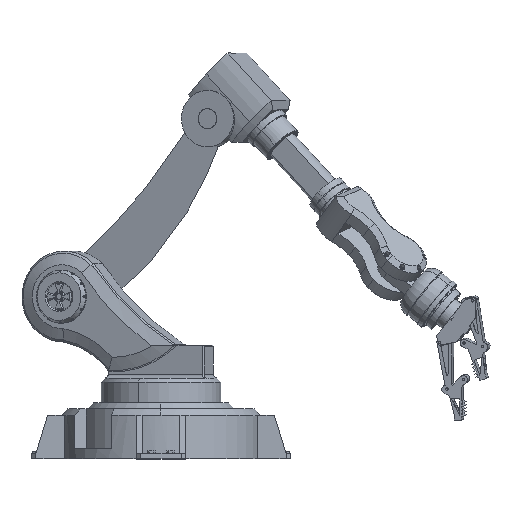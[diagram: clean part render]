
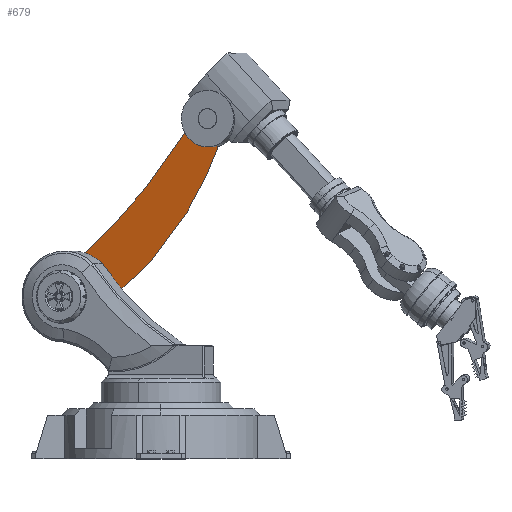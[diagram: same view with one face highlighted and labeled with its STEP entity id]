
A CAD part, top view. The second image highlights one B-rep face of the part: STEP entity #679.
In plain terms, the highlighted face is planar.
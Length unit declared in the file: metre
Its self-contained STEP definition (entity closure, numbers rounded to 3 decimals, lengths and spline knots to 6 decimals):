
#344 = ORIENTED_EDGE ( 'NONE', *, *, #6118, .F. ) ;
#351 = B_SPLINE_CURVE_WITH_KNOTS ( 'NONE', 3,
 ( #20202, #3844, #29597, #3528 ),
 .UNSPECIFIED., .F., .F.,
 ( 4, 4 ),
 ( 0.091013, 0.952231 ),
 .UNSPECIFIED. ) ;
#430 = DIRECTION ( 'NONE',  ( 0., 0., 1. ) ) ;
#679 = ADVANCED_FACE ( 'NONE', ( #3566, #22399, #1976 ), #18477, .T. ) ;
#920 = DIRECTION ( 'NONE',  ( 0., 0., -1. ) ) ;
#1064 = CARTESIAN_POINT ( 'NONE',  ( 0., 0., 0. ) ) ;
#1097 = CARTESIAN_POINT ( 'NONE',  ( -0.049058, 0., -0.029993 ) ) ;
#1666 = CARTESIAN_POINT ( 'NONE',  ( 0., 0., 0. ) ) ;
#1950 = EDGE_CURVE ( 'NONE', #9020, #12141, #11348, .T. ) ;
#1976 = FACE_BOUND ( 'NONE', #21619, .T. ) ;
#2643 = CARTESIAN_POINT ( 'NONE',  ( -0.35, 0., 0. ) ) ;
#2814 = CARTESIAN_POINT ( 'NONE',  ( -0.35, 0., 0. ) ) ;
#2897 = AXIS2_PLACEMENT_3D ( 'NONE', #1064, #17436, #920 ) ;
#2910 = CARTESIAN_POINT ( 'NONE',  ( -0.322537, 0., -0.021697 ) ) ;
#2929 = EDGE_CURVE ( 'NONE', #10780, #18684, #16849, .T. ) ;
#3528 = CARTESIAN_POINT ( 'NONE',  ( -0.333922, 0., 0.031088 ) ) ;
#3566 = FACE_OUTER_BOUND ( 'NONE', #13155, .T. ) ;
#3844 = CARTESIAN_POINT ( 'NONE',  ( -0.131745, 0., 0.071896 ) ) ;
#4086 = CIRCLE ( 'NONE', #8991, 0.035 ) ;
#4221 = AXIS2_PLACEMENT_3D ( 'NONE', #14471, #24344, #430 ) ;
#4719 = ORIENTED_EDGE ( 'NONE', *, *, #21460, .T. ) ;
#4916 = AXIS2_PLACEMENT_3D ( 'NONE', #2643, #14067, #16700 ) ;
#5280 = EDGE_CURVE ( 'NONE', #18684, #9020, #4086, .T. ) ;
#5514 = CARTESIAN_POINT ( 'NONE',  ( -0.231391, 0., -0.012004 ) ) ;
#5626 = CARTESIAN_POINT ( 'NONE',  ( 0., 0., 0. ) ) ;
#5831 = CARTESIAN_POINT ( 'NONE',  ( 0., 0., 0.015 ) ) ;
#6118 = EDGE_CURVE ( 'NONE', #14064, #12014, #6388, .T. ) ;
#6186 = DIRECTION ( 'NONE',  ( 0., 0., -1. ) ) ;
#6197 = AXIS2_PLACEMENT_3D ( 'NONE', #5626, #24152, #17222 ) ;
#6388 = CIRCLE ( 'NONE', #4916, 0.015 ) ;
#7471 = AXIS2_PLACEMENT_3D ( 'NONE', #2814, #10512, #19945 ) ;
#7629 = ORIENTED_EDGE ( 'NONE', *, *, #21637, .T. ) ;
#8171 = CARTESIAN_POINT ( 'NONE',  ( -0.35, 0., 0. ) ) ;
#8991 = AXIS2_PLACEMENT_3D ( 'NONE', #8171, #19462, #28707 ) ;
#9020 = VERTEX_POINT ( 'NONE', #11629 ) ;
#9482 = ORIENTED_EDGE ( 'NONE', *, *, #12680, .T. ) ;
#10161 = ORIENTED_EDGE ( 'NONE', *, *, #29475, .F. ) ;
#10512 = DIRECTION ( 'NONE',  ( 0., -1., 0. ) ) ;
#10551 = CARTESIAN_POINT ( 'NONE',  ( 0., 0., 0. ) ) ;
#10780 = VERTEX_POINT ( 'NONE', #25420 ) ;
#10784 = CIRCLE ( 'NONE', #2897, 0.015 ) ;
#11015 = ORIENTED_EDGE ( 'NONE', *, *, #5280, .T. ) ;
#11060 = DIRECTION ( 'NONE',  ( 0., 1., 0. ) ) ;
#11162 = ORIENTED_EDGE ( 'NONE', *, *, #2929, .T. ) ;
#11348 = CIRCLE ( 'NONE', #27630, 0.035 ) ;
#11368 = CARTESIAN_POINT ( 'NONE',  ( -0.031577, 0., 0.048054 ) ) ;
#11560 = EDGE_CURVE ( 'NONE', #12014, #14064, #21090, .T. ) ;
#11629 = CARTESIAN_POINT ( 'NONE',  ( -0.35, 0., -0.035 ) ) ;
#12014 = VERTEX_POINT ( 'NONE', #14313 ) ;
#12141 = VERTEX_POINT ( 'NONE', #27960 ) ;
#12162 = CARTESIAN_POINT ( 'NONE',  ( -0.049058, 0., -0.029993 ) ) ;
#12680 = EDGE_CURVE ( 'NONE', #14011, #24220, #19511, .T. ) ;
#12815 = DIRECTION ( 'NONE',  ( 0., 0., -1. ) ) ;
#13155 = EDGE_LOOP ( 'NONE', ( #11162, #11015, #29954, #4719, #15087, #27234, #10161, #7629 ) ) ;
#13171 = CARTESIAN_POINT ( 'NONE',  ( -0.35, 0., 0. ) ) ;
#13368 = VERTEX_POINT ( 'NONE', #20873 ) ;
#13893 = VERTEX_POINT ( 'NONE', #28825 ) ;
#13904 = EDGE_LOOP ( 'NONE', ( #344, #21321 ) ) ;
#14011 = VERTEX_POINT ( 'NONE', #5831 ) ;
#14064 = VERTEX_POINT ( 'NONE', #23816 ) ;
#14067 = DIRECTION ( 'NONE',  ( 0., -1., 0. ) ) ;
#14313 = CARTESIAN_POINT ( 'NONE',  ( -0.35, 0., -0.015 ) ) ;
#14471 = CARTESIAN_POINT ( 'NONE',  ( 0., 0., 0. ) ) ;
#15087 = ORIENTED_EDGE ( 'NONE', *, *, #21732, .F. ) ;
#15090 = CARTESIAN_POINT ( 'NONE',  ( -0.13938, 0., -0.014805 ) ) ;
#15218 = AXIS2_PLACEMENT_3D ( 'NONE', #17769, #25268, #12815 ) ;
#15557 = DIRECTION ( 'NONE',  ( 0., 0., 1. ) ) ;
#15625 = CARTESIAN_POINT ( 'NONE',  ( 0., 0., -0.015 ) ) ;
#15759 = CARTESIAN_POINT ( 'NONE',  ( -0.35, 0., 0. ) ) ;
#16700 = DIRECTION ( 'NONE',  ( 0., 0., -1. ) ) ;
#16849 = CIRCLE ( 'NONE', #7471, 0.035 ) ;
#16910 = B_SPLINE_CURVE_WITH_KNOTS ( 'NONE', 3,
 ( #2910, #5514, #15090, #12162 ),
 .UNSPECIFIED., .F., .F.,
 ( 4, 4 ),
 ( 0.07841, 0.858282 ),
 .UNSPECIFIED. ) ;
#17222 = DIRECTION ( 'NONE',  ( 0., 0., -1. ) ) ;
#17436 = DIRECTION ( 'NONE',  ( 0., 1., 0. ) ) ;
#17769 = CARTESIAN_POINT ( 'NONE',  ( -0.35, 0., 0. ) ) ;
#18256 = DIRECTION ( 'NONE',  ( 0., -1., 0. ) ) ;
#18477 = PLANE ( 'NONE',  #15218 ) ;
#18684 = VERTEX_POINT ( 'NONE', #30101 ) ;
#19123 = ORIENTED_EDGE ( 'NONE', *, *, #30332, .T. ) ;
#19462 = DIRECTION ( 'NONE',  ( 0., -1., 0. ) ) ;
#19511 = CIRCLE ( 'NONE', #6197, 0.015 ) ;
#19789 = AXIS2_PLACEMENT_3D ( 'NONE', #1666, #11060, #15557 ) ;
#19945 = DIRECTION ( 'NONE',  ( 0., 0., -1. ) ) ;
#20108 = CIRCLE ( 'NONE', #30439, 0.0575 ) ;
#20202 = CARTESIAN_POINT ( 'NONE',  ( -0.031577, 0., 0.048054 ) ) ;
#20211 = EDGE_CURVE ( 'NONE', #13893, #13368, #26896, .T. ) ;
#20784 = CIRCLE ( 'NONE', #19789, 0.0575 ) ;
#20873 = CARTESIAN_POINT ( 'NONE',  ( 0., 0., -0.0575 ) ) ;
#21090 = CIRCLE ( 'NONE', #29442, 0.015 ) ;
#21321 = ORIENTED_EDGE ( 'NONE', *, *, #11560, .F. ) ;
#21460 = EDGE_CURVE ( 'NONE', #12141, #28717, #16910, .T. ) ;
#21619 = EDGE_LOOP ( 'NONE', ( #9482, #19123 ) ) ;
#21637 = EDGE_CURVE ( 'NONE', #27680, #10780, #351, .T. ) ;
#21732 = EDGE_CURVE ( 'NONE', #13368, #28717, #20784, .T. ) ;
#22399 = FACE_BOUND ( 'NONE', #13904, .T. ) ;
#22603 = DIRECTION ( 'NONE',  ( 0., 0., -1. ) ) ;
#23816 = CARTESIAN_POINT ( 'NONE',  ( -0.35, 0., 0.015 ) ) ;
#24152 = DIRECTION ( 'NONE',  ( 0., 1., 0. ) ) ;
#24220 = VERTEX_POINT ( 'NONE', #15625 ) ;
#24344 = DIRECTION ( 'NONE',  ( 0., 1., 0. ) ) ;
#24455 = DIRECTION ( 'NONE',  ( 0., 1., 0. ) ) ;
#25268 = DIRECTION ( 'NONE',  ( 0., -1., 0. ) ) ;
#25420 = CARTESIAN_POINT ( 'NONE',  ( -0.333922, 0., 0.031088 ) ) ;
#26896 = CIRCLE ( 'NONE', #4221, 0.0575 ) ;
#27224 = DIRECTION ( 'NONE',  ( 0., 0., 1. ) ) ;
#27234 = ORIENTED_EDGE ( 'NONE', *, *, #20211, .F. ) ;
#27630 = AXIS2_PLACEMENT_3D ( 'NONE', #15759, #29497, #6186 ) ;
#27680 = VERTEX_POINT ( 'NONE', #11368 ) ;
#27960 = CARTESIAN_POINT ( 'NONE',  ( -0.322537, 0., -0.021697 ) ) ;
#28707 = DIRECTION ( 'NONE',  ( 0., 0., -1. ) ) ;
#28717 = VERTEX_POINT ( 'NONE', #1097 ) ;
#28825 = CARTESIAN_POINT ( 'NONE',  ( 0., 0., 0.0575 ) ) ;
#29442 = AXIS2_PLACEMENT_3D ( 'NONE', #13171, #18256, #22603 ) ;
#29475 = EDGE_CURVE ( 'NONE', #27680, #13893, #20108, .T. ) ;
#29497 = DIRECTION ( 'NONE',  ( 0., -1., 0. ) ) ;
#29597 = CARTESIAN_POINT ( 'NONE',  ( -0.236841, 0., 0.066062 ) ) ;
#29954 = ORIENTED_EDGE ( 'NONE', *, *, #1950, .T. ) ;
#30101 = CARTESIAN_POINT ( 'NONE',  ( -0.35, 0., 0.035 ) ) ;
#30332 = EDGE_CURVE ( 'NONE', #24220, #14011, #10784, .T. ) ;
#30439 = AXIS2_PLACEMENT_3D ( 'NONE', #10551, #24455, #27224 ) ;
